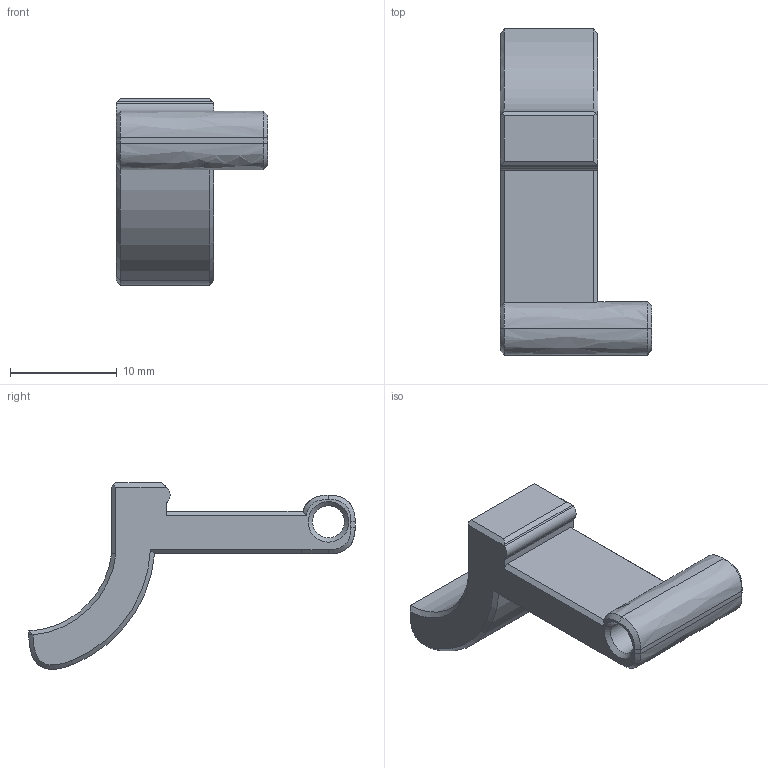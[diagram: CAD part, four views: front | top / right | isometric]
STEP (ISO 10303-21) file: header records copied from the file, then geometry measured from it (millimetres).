
FILE_DESCRIPTION(/* description */ ('STEP AP242','CAx-IF Rec.Pracs.---Representation and Presentation of Product Manufacturing Information (PMI)---4.0---2014-10-13','CAx-IF Rec.Pracs.---3D Tessellated Geometry---0.4---2014-09-14','2;1'),/* implementation_level */ '2;1');
FILE_NAME(/* name */ '62d71220036c44184023abc3',/* time_stamp */ '2022-07-19T20:20:48+00:00',/* author */ (''),/* organization */ (''),/* preprocessor_version */ 'ST-DEVELOPER v18.102',/* originating_system */ ' ',/* authorisation */ ' ');
FILE_SCHEMA (('AP242_MANAGED_MODEL_BASED_3D_ENGINEERING_MIM_LF { 1 0 10303 442 1 1 4 }'));
Length unit declared in the file: metre
Products named in the file (1): Part 1
Bounding box: 14.2 x 30.54 x 17.45 mm (x, y, z)
Volume: 1522.1 mm3; surface area: 1288.8 mm2
Topology: 1 solids, 1 shells, 54 faces, 138 edges, 86 vertices
Faces by surface type: plane 28, bspline 15, cone 6, cylinder 5
Full cylindrical faces by diameter (mm): 3 x1
Entity records: 1886 total; most frequent: CARTESIAN_POINT 714, ORIENTED_EDGE 266, DIRECTION 185, EDGE_CURVE 133, VERTEX_POINT 84, AXIS2_PLACEMENT_3D 62, LINE 61, VECTOR 61
